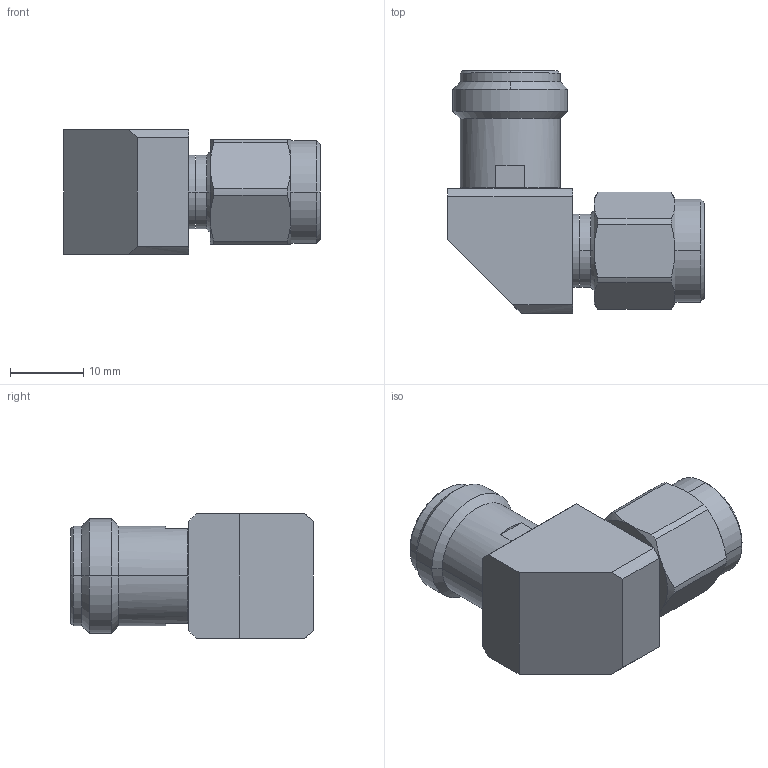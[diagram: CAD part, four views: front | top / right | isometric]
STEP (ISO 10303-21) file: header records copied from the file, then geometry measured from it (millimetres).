
FILE_DESCRIPTION (( 'STEP AP214' ), '1' );
FILE_NAME ('FMAD1579_3D.STEP', '2022-08-04T06:06:30', ( '' ), ( '' ), 'SwSTEP 2.0', 'SolidWorks 2021', '' );
FILE_SCHEMA (( 'AUTOMOTIVE_DESIGN' ));
Length unit declared in the file: millimetre
Products named in the file (4): FMAD1579_3D; Copy of ALS-N3T8-18-3-RIGHT^FMAD1579; Copy of ALS-T3T8-18-2--TNC3^FMAD1579; Copy of ALS-N3N8-18-4^FMAD1579
Assembly tree (3 placements, depth 2):
  FMAD1579_3D
    Copy of ALS-N3T8-18-3-RIGHT^FMAD1579
    Copy of ALS-N3N8-18-4^FMAD1579
    Copy of ALS-T3T8-18-2--TNC3^FMAD1579
Bounding box: 34.95 x 33 x 17 mm (x, y, z)
Volume: 8700 mm3; surface area: 4907.2 mm2
Topology: 3 solids, 3 shells, 163 faces, 364 edges, 222 vertices
Faces by surface type: cylinder 73, cone 54, plane 36
Entity records: 4714 total; most frequent: DIRECTION 870, CARTESIAN_POINT 833, ORIENTED_EDGE 728, EDGE_CURVE 364, AXIS2_PLACEMENT_3D 363, VERTEX_POINT 222, CIRCLE 194, EDGE_LOOP 178
